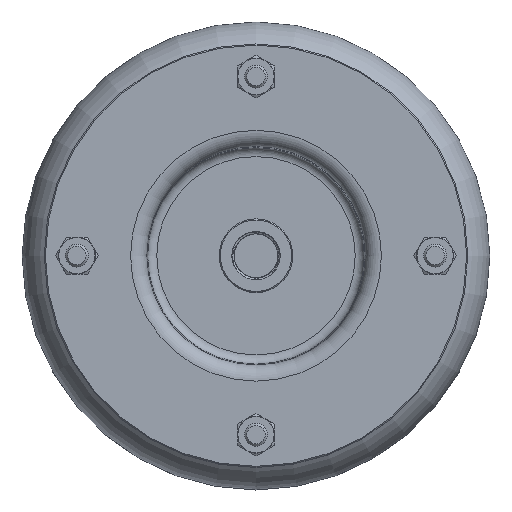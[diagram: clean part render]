
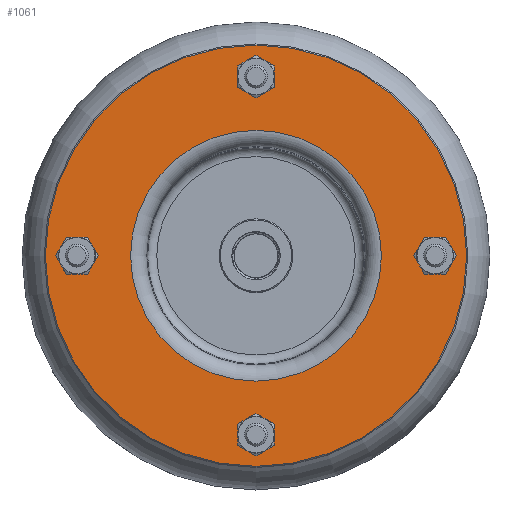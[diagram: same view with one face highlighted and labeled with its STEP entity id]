
A CAD part, top view. The second image highlights one B-rep face of the part: STEP entity #1061.
In plain terms, the highlighted planar face has unit normal (0, 0, 1).
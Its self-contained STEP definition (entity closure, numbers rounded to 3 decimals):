
#943=PLANE('',#4694);
#1061=ADVANCED_FACE('',(#1463,#1464,#1465,#1466,#1467,#1468),#943,.T.);
#1463=FACE_BOUND('',#1842,.T.);
#1464=FACE_BOUND('',#1843,.T.);
#1465=FACE_BOUND('',#1844,.T.);
#1466=FACE_BOUND('',#1845,.T.);
#1467=FACE_BOUND('',#1846,.T.);
#1468=FACE_BOUND('',#1847,.T.);
#1842=EDGE_LOOP('',(#2388));
#1843=EDGE_LOOP('',(#2389));
#1844=EDGE_LOOP('',(#2390));
#1845=EDGE_LOOP('',(#2391));
#1846=EDGE_LOOP('',(#2392));
#1847=EDGE_LOOP('',(#2393));
#2388=ORIENTED_EDGE('',*,*,#3856,.T.);
#2389=ORIENTED_EDGE('',*,*,#3857,.F.);
#2390=ORIENTED_EDGE('',*,*,#3858,.F.);
#2391=ORIENTED_EDGE('',*,*,#3859,.F.);
#2392=ORIENTED_EDGE('',*,*,#3860,.F.);
#2393=ORIENTED_EDGE('',*,*,#3861,.F.);
#3466=VERTEX_POINT('',#6659);
#3467=VERTEX_POINT('',#6661);
#3468=VERTEX_POINT('',#6663);
#3469=VERTEX_POINT('',#6665);
#3470=VERTEX_POINT('',#6667);
#3471=VERTEX_POINT('',#6669);
#3856=EDGE_CURVE('',#3466,#3466,#4395,.T.);
#3857=EDGE_CURVE('',#3467,#3467,#4396,.T.);
#3858=EDGE_CURVE('',#3468,#3468,#4397,.T.);
#3859=EDGE_CURVE('',#3469,#3469,#4398,.T.);
#3860=EDGE_CURVE('',#3470,#3470,#4399,.T.);
#3861=EDGE_CURVE('',#3471,#3471,#4400,.T.);
#4395=CIRCLE('',#4688,91.5);
#4396=CIRCLE('',#4689,5.75);
#4397=CIRCLE('',#4690,5.75);
#4398=CIRCLE('',#4691,5.75);
#4399=CIRCLE('',#4692,5.75);
#4400=CIRCLE('',#4693,54.47);
#4688=AXIS2_PLACEMENT_3D('',#6658,#5332,#5333);
#4689=AXIS2_PLACEMENT_3D('',#6660,#5334,#5335);
#4690=AXIS2_PLACEMENT_3D('',#6662,#5336,#5337);
#4691=AXIS2_PLACEMENT_3D('',#6664,#5338,#5339);
#4692=AXIS2_PLACEMENT_3D('',#6666,#5340,#5341);
#4693=AXIS2_PLACEMENT_3D('',#6668,#5342,#5343);
#4694=AXIS2_PLACEMENT_3D('',#6670,#5344,#5345);
#5332=DIRECTION('',(0.,0.,1.));
#5333=DIRECTION('',(1.,0.,0.));
#5334=DIRECTION('',(0.,0.,1.));
#5335=DIRECTION('',(1.,0.,0.));
#5336=DIRECTION('',(0.,0.,1.));
#5337=DIRECTION('',(1.,0.,0.));
#5338=DIRECTION('',(0.,0.,1.));
#5339=DIRECTION('',(1.,0.,0.));
#5340=DIRECTION('',(0.,0.,1.));
#5341=DIRECTION('',(1.,0.,0.));
#5342=DIRECTION('',(0.,0.,1.));
#5343=DIRECTION('',(1.,0.,0.));
#5344=DIRECTION('',(0.,0.,1.));
#5345=DIRECTION('',(1.,0.,0.));
#6658=CARTESIAN_POINT('',(0.,0.,142.7));
#6659=CARTESIAN_POINT('',(91.5,0.,142.7));
#6660=CARTESIAN_POINT('',(0.,-77.8,142.7));
#6661=CARTESIAN_POINT('',(5.75,-77.8,142.7));
#6662=CARTESIAN_POINT('',(-77.8,0.,142.7));
#6663=CARTESIAN_POINT('',(-72.05,0.,142.7));
#6664=CARTESIAN_POINT('',(0.,77.8,142.7));
#6665=CARTESIAN_POINT('',(5.75,77.8,142.7));
#6666=CARTESIAN_POINT('',(77.8,0.,142.7));
#6667=CARTESIAN_POINT('',(83.55,0.,142.7));
#6668=CARTESIAN_POINT('',(0.,0.,142.7));
#6669=CARTESIAN_POINT('',(54.47,0.,142.7));
#6670=CARTESIAN_POINT('',(54.47,0.,142.7));
